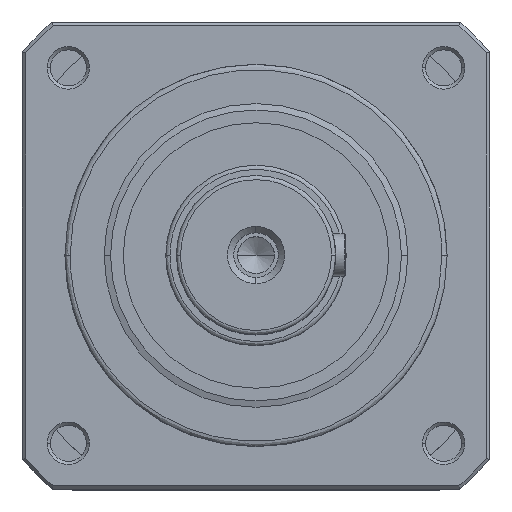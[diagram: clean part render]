
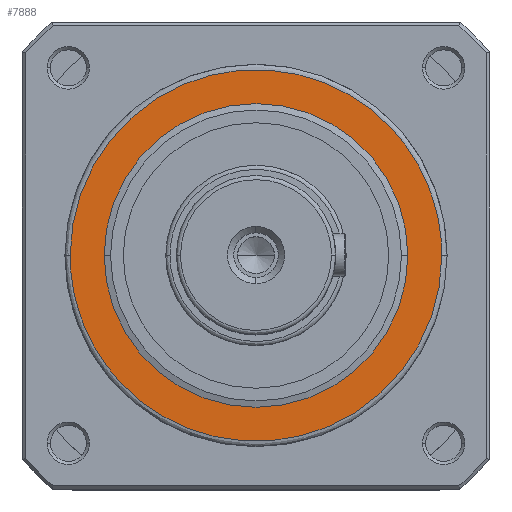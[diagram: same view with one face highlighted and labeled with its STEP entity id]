
A CAD part, top view. The second image highlights one B-rep face of the part: STEP entity #7888.
In plain terms, the highlighted planar face has unit normal (0, 0, 1).
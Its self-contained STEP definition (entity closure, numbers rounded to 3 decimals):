
#477 = ORIENTED_EDGE ( 'NONE', *, *, #3320, .F. ) ;
#604 = PLANE ( 'NONE',  #5267 ) ;
#1183 = CARTESIAN_POINT ( 'NONE',  ( 87.5, 175., 130. ) ) ;
#1258 = EDGE_CURVE ( 'NONE', #8279, #5247, #7443, .T. ) ;
#2114 = EDGE_LOOP ( 'NONE', ( #10561, #11246 ) ) ;
#2721 = CARTESIAN_POINT ( 'NONE',  ( 87.5, -175., 130. ) ) ;
#2771 = VERTEX_POINT ( 'NONE', #5172 ) ;
#3091 = CARTESIAN_POINT ( 'NONE',  ( 0., 0., 130. ) ) ;
#3320 = EDGE_CURVE ( 'NONE', #2771, #5538, #13118, .T. ) ;
#3342 = EDGE_LOOP ( 'NONE', ( #5238, #477 ) ) ;
#3696 = DIRECTION ( 'NONE',  ( -1., 0., 0. ) ) ;
#3741 = DIRECTION ( 'NONE',  ( 0., 0., -1. ) ) ;
#3793 = CARTESIAN_POINT ( 'NONE',  ( 0., 0., 130. ) ) ;
#3843 = CARTESIAN_POINT ( 'NONE',  ( -87.5, 0., 130. ) ) ;
#4043 = CARTESIAN_POINT ( 'NONE',  ( 71.5, 0., 130. ) ) ;
#4145 = AXIS2_PLACEMENT_3D ( 'NONE', #3091, #10953, #4219 ) ;
#4219 = DIRECTION ( 'NONE',  ( -1., 0., 0. ) ) ;
#5135 = CARTESIAN_POINT ( 'NONE',  ( 0., 0., 130. ) ) ;
#5172 = CARTESIAN_POINT ( 'NONE',  ( -87.5, 0., 130. ) ) ;
#5238 = ORIENTED_EDGE ( 'NONE', *, *, #12931, .F. ) ;
#5247 = VERTEX_POINT ( 'NONE', #4043 ) ;
#5267 = AXIS2_PLACEMENT_3D ( 'NONE', #5135, #12953, #6260 ) ;
#5538 = VERTEX_POINT ( 'NONE', #11401 ) ;
#5670 = CARTESIAN_POINT ( 'NONE',  ( -87.5, 0., 130. ) ) ;
#5820 = CARTESIAN_POINT ( 'NONE',  ( -71.5, 0., 130. ) ) ;
#6260 = DIRECTION ( 'NONE',  ( 1., 0., 0. ) ) ;
#7443 = CIRCLE ( 'NONE', #11922, 71.5 ) ;
#7888 = ADVANCED_FACE ( 'NONE', ( #11769, #12096 ), #604, .T. ) ;
#7946 = CARTESIAN_POINT ( 'NONE',  ( -87.5, 175., 130. ) ) ;
#8279 = VERTEX_POINT ( 'NONE', #5820 ) ;
#8336 = CARTESIAN_POINT ( 'NONE',  ( 87.5, 0., 130. ) ) ;
#9088 = CARTESIAN_POINT ( 'NONE',  ( 87.5, 0., 130. ) ) ;
#9882 = CIRCLE ( 'NONE', #4145, 71.5 ) ;
#10561 = ORIENTED_EDGE ( 'NONE', *, *, #1258, .T. ) ;
#10588 = CARTESIAN_POINT ( 'NONE',  ( -87.5, -175., 130. ) ) ;
#10953 = DIRECTION ( 'NONE',  ( 0., 0., -1. ) ) ;
#11246 = ORIENTED_EDGE ( 'NONE', *, *, #13138, .T. ) ;
#11401 = CARTESIAN_POINT ( 'NONE',  ( 87.5, 0., 130. ) ) ;
#11769 = FACE_OUTER_BOUND ( 'NONE', #3342, .T. ) ;
#11922 = AXIS2_PLACEMENT_3D ( 'NONE', #3793, #3741, #3696 ) ;
#12096 = FACE_BOUND ( 'NONE', #2114, .T. ) ;
#12931 = EDGE_CURVE ( 'NONE', #5538, #2771, #13110, .T. ) ;
#12953 = DIRECTION ( 'NONE',  ( 0., 0., 1. ) ) ;
#13110 =( BOUNDED_CURVE ( )  B_SPLINE_CURVE ( 3, ( #8336, #2721, #10588, #3843 ),
 .UNSPECIFIED., .F., .F. ) 
 B_SPLINE_CURVE_WITH_KNOTS ( ( 4, 4 ),
 ( 0., 0.5 ),
 .UNSPECIFIED. ) 
 CURVE ( )  GEOMETRIC_REPRESENTATION_ITEM ( )  RATIONAL_B_SPLINE_CURVE ( ( 1., 0.333, 0.333, 1. ) ) 
 REPRESENTATION_ITEM ( '' )  );
#13118 =( BOUNDED_CURVE ( )  B_SPLINE_CURVE ( 3, ( #5670, #7946, #1183, #9088 ),
 .UNSPECIFIED., .F., .F. ) 
 B_SPLINE_CURVE_WITH_KNOTS ( ( 4, 4 ),
 ( 0.5, 1. ),
 .UNSPECIFIED. ) 
 CURVE ( )  GEOMETRIC_REPRESENTATION_ITEM ( )  RATIONAL_B_SPLINE_CURVE ( ( 1., 0.333, 0.333, 1. ) ) 
 REPRESENTATION_ITEM ( '' )  );
#13138 = EDGE_CURVE ( 'NONE', #5247, #8279, #9882, .T. ) ;
